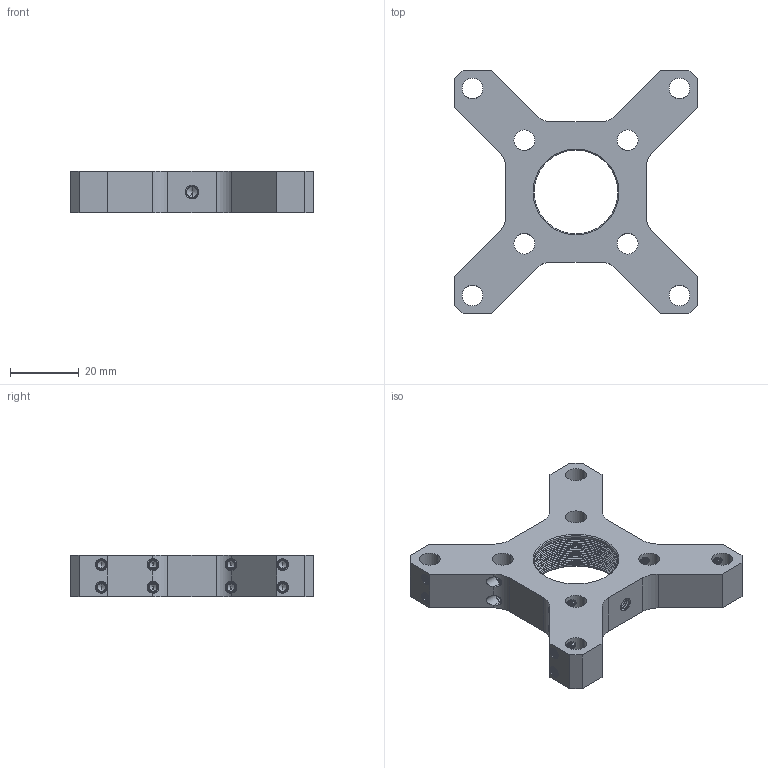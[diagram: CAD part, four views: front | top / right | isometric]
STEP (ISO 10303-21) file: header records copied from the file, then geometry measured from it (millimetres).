
FILE_DESCRIPTION((''),'2;1');
FILE_NAME('LPCM-B','2020-11-03T',('Administrator'),(''),'CREO PARAMETRIC BY PTC INC, 2015290','CREO PARAMETRIC BY PTC INC, 2015290','');
FILE_SCHEMA(('CONFIG_CONTROL_DESIGN'));
Products named in the file (1): LPCM-B
Bounding box: 70.61 x 70.61 x 12 mm (x, y, z)
Volume: 25003 mm3; surface area: 13137.3 mm2
Topology: 1 solids, 1 shells, 962 faces, 2791 edges, 1807 vertices
Faces by surface type: cylinder 459, bspline 397, cone 54, plane 52
Entity records: 93312 total; most frequent: CARTESIAN_POINT 72851, ORIENTED_EDGE 5514, EDGE_CURVE 2757, DIRECTION 2202, B_SPLINE_CURVE_WITH_KNOTS 1912, VERTEX_POINT 1807, EDGE_LOOP 1022, FACE_OUTER_BOUND 962
